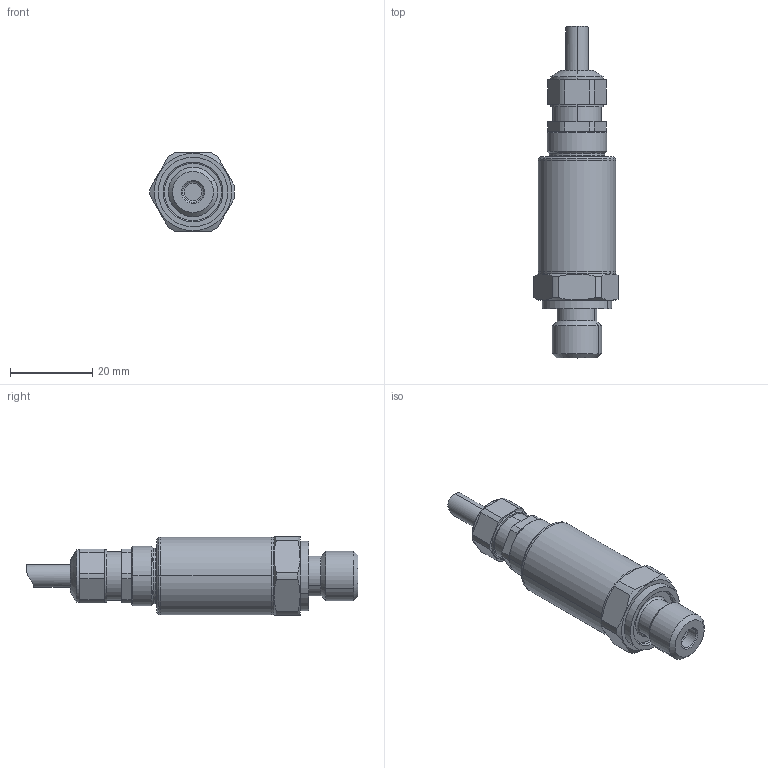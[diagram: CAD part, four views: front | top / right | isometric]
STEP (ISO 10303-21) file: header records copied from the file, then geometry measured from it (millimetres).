
FILE_DESCRIPTION (( 'STEP AP214' ), '1' );
FILE_NAME ('825X.XX.XX.49.22_24_88.STEP', '2019-08-09T11:07:17', ( '' ), ( '' ), 'SwSTEP 2.0', 'SolidWorks 2016', '' );
FILE_SCHEMA (( 'AUTOMOTIVE_DESIGN' ));
Length unit declared in the file: millimetre
Products named in the file (4): C21542_defeatured; C28017_49_C28017; Kabel_22_24_88; 825X.XX.XX.49.22_24_88
Assembly tree (3 placements, depth 2):
  825X.XX.XX.49.22_24_88
    C21542_defeatured
    C28017_49_C28017
    Kabel_22_24_88
Bounding box: 20.5 x 80.78 x 19 mm (x, y, z)
Volume: 15547.3 mm3; surface area: 6136.2 mm2
Topology: 3 solids, 3 shells, 141 faces, 312 edges, 190 vertices
Faces by surface type: cylinder 53, plane 37, cone 34, torus 12, bspline 5
Entity records: 4736 total; most frequent: CARTESIAN_POINT 1046, DIRECTION 722, ORIENTED_EDGE 624, EDGE_CURVE 312, AXIS2_PLACEMENT_3D 302, VERTEX_POINT 190, CIRCLE 160, EDGE_LOOP 156
